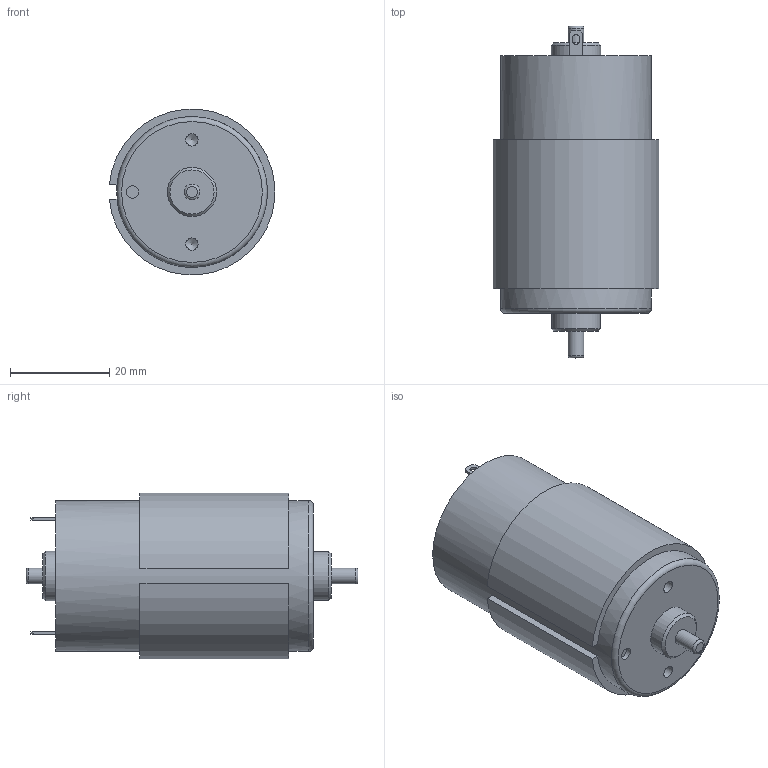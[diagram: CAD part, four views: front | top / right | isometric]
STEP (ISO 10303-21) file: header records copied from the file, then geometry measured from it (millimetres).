
FILE_DESCRIPTION((''),'2;1');
FILE_NAME('TP-3452A,B,C.stp','2016-11-14T10:20:13',('Administrator'),(''),'Autodesk Inventor 2010','Autodesk Inventor 2010','');
FILE_SCHEMA(('AUTOMOTIVE_DESIGN { 1 0 10303 214 1 1 1 1 }'));
Length unit declared in the file: millimetre
Products named in the file (1): TP-3452A,B,C
Bounding box: 33.37 x 67 x 33.38 mm (x, y, z)
Volume: 42749.7 mm3; surface area: 7468.5 mm2
Topology: 1 solids, 1 shells, 49 faces, 112 edges, 73 vertices
Faces by surface type: plane 27, cylinder 9, bspline 8, torus 3, cone 2
Full cylindrical faces by diameter (mm): 2.5 x1, 3.17 x2, 9.9 x1, 10 x1, 30.4 x1
Entity records: 1380 total; most frequent: CARTESIAN_POINT 320, DIRECTION 210, ORIENTED_EDGE 186, EDGE_CURVE 93, EDGE_LOOP 76, AXIS2_PLACEMENT_3D 75, VERTEX_POINT 69, VECTOR 60
